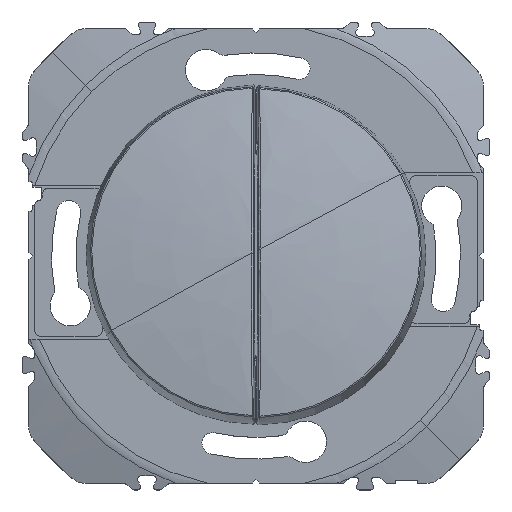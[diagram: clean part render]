
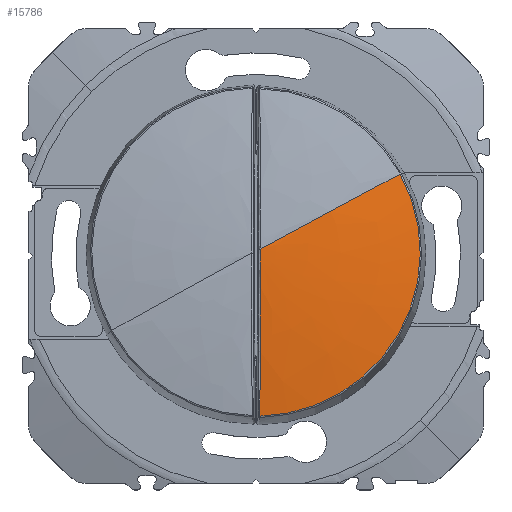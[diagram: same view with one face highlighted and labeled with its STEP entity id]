
A CAD part, top view. The second image highlights one B-rep face of the part: STEP entity #15786.
In plain terms, the highlighted face is a revolution surface.
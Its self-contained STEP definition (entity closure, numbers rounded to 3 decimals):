
#15760=AXIS2_PLACEMENT_3D('Circle Axis2P3D',#15758,#15759,$) ;
#14850=CARTESIAN_POINT('Control Point',(22.485,12.773,11.235)) ;
#14851=CARTESIAN_POINT('Control Point',(15.274,8.947,12.832)) ;
#14852=CARTESIAN_POINT('Control Point',(7.981,5.03,13.842)) ;
#14853=CARTESIAN_POINT('Control Point',(0.681,1.062,14.252)) ;
#14854=CARTESIAN_POINT('Vertex',(22.485,12.773,11.235)) ;
#14856=CARTESIAN_POINT('Vertex',(0.681,1.062,14.252)) ;
#15448=CARTESIAN_POINT('Vertex',(0.606,-25.009,14.208)) ;
#15687=CARTESIAN_POINT('Control Point',(0.606,-25.009,14.208)) ;
#15688=CARTESIAN_POINT('Control Point',(0.61,-24.37,14.258)) ;
#15689=CARTESIAN_POINT('Control Point',(0.613,-23.731,14.304)) ;
#15690=CARTESIAN_POINT('Control Point',(0.617,-23.092,14.348)) ;
#15691=CARTESIAN_POINT('Control Point',(0.626,-21.082,14.476)) ;
#15692=CARTESIAN_POINT('Control Point',(0.635,-19.071,14.574)) ;
#15693=CARTESIAN_POINT('Control Point',(0.641,-17.699,14.628)) ;
#15694=CARTESIAN_POINT('Control Point',(0.65,-15.411,14.695)) ;
#15695=CARTESIAN_POINT('Control Point',(0.657,-13.123,14.724)) ;
#15696=CARTESIAN_POINT('Control Point',(0.66,-12.207,14.729)) ;
#15697=CARTESIAN_POINT('Control Point',(0.664,-10.681,14.728)) ;
#15698=CARTESIAN_POINT('Control Point',(0.667,-9.156,14.71)) ;
#15699=CARTESIAN_POINT('Control Point',(0.669,-8.545,14.701)) ;
#15700=CARTESIAN_POINT('Control Point',(0.671,-7.523,14.68)) ;
#15701=CARTESIAN_POINT('Control Point',(0.673,-6.503,14.651)) ;
#15702=CARTESIAN_POINT('Control Point',(0.673,-6.092,14.638)) ;
#15703=CARTESIAN_POINT('Control Point',(0.674,-5.388,14.615)) ;
#15704=CARTESIAN_POINT('Control Point',(0.675,-4.689,14.587)) ;
#15705=CARTESIAN_POINT('Control Point',(0.676,-4.398,14.575)) ;
#15706=CARTESIAN_POINT('Control Point',(0.677,-3.876,14.553)) ;
#15707=CARTESIAN_POINT('Control Point',(0.677,-3.365,14.529)) ;
#15708=CARTESIAN_POINT('Control Point',(0.677,-3.139,14.518)) ;
#15709=CARTESIAN_POINT('Control Point',(0.678,-2.701,14.496)) ;
#15710=CARTESIAN_POINT('Control Point',(0.678,-2.29,14.474)) ;
#15711=CARTESIAN_POINT('Control Point',(0.678,-2.094,14.463)) ;
#15712=CARTESIAN_POINT('Control Point',(0.679,-1.762,14.445)) ;
#15713=CARTESIAN_POINT('Control Point',(0.679,-1.474,14.428)) ;
#15714=CARTESIAN_POINT('Control Point',(0.679,-1.354,14.421)) ;
#15715=CARTESIAN_POINT('Control Point',(0.679,-0.954,14.396)) ;
#15716=CARTESIAN_POINT('Control Point',(0.68,-0.672,14.378)) ;
#15717=CARTESIAN_POINT('Control Point',(0.68,-0.511,14.368)) ;
#15718=CARTESIAN_POINT('Control Point',(0.68,-0.149,14.344)) ;
#15719=CARTESIAN_POINT('Control Point',(0.681,0.058,14.329)) ;
#15720=CARTESIAN_POINT('Control Point',(0.681,0.165,14.322)) ;
#15721=CARTESIAN_POINT('Control Point',(0.681,0.34,14.309)) ;
#15722=CARTESIAN_POINT('Control Point',(0.681,0.479,14.299)) ;
#15723=CARTESIAN_POINT('Control Point',(0.681,0.539,14.294)) ;
#15724=CARTESIAN_POINT('Control Point',(0.681,0.673,14.284)) ;
#15725=CARTESIAN_POINT('Control Point',(0.681,0.804,14.274)) ;
#15726=CARTESIAN_POINT('Control Point',(0.681,0.881,14.267)) ;
#15727=CARTESIAN_POINT('Control Point',(0.681,0.964,14.26)) ;
#15728=CARTESIAN_POINT('Control Point',(0.681,1.062,14.252)) ;
#15758=CARTESIAN_POINT('Axis2P3D Location',(0.,0.527,12.199)) ;
#15773=CARTESIAN_POINT('Control Point',(-25.622,0.527,12.199)) ;
#15774=CARTESIAN_POINT('Control Point',(-17.363,0.629,13.494)) ;
#15775=CARTESIAN_POINT('Control Point',(-9.011,0.684,14.191)) ;
#15776=CARTESIAN_POINT('Control Point',(-0.651,0.691,14.283)) ;
#15777=CARTESIAN_POINT('Axis1P Location',(0.,0.629,13.491)) ;
#15759=DIRECTION('Axis2P3D Direction',(0.,-0.078,-0.997)) ;
#15778=DIRECTION('Axis1P Direction',(0.,0.078,0.997)) ;
#15779=AXIS1_PLACEMENT('Revolution Surface Axis1P',#15777,#15778) ;
#15782=ORIENTED_EDGE('',*,*,#14858,.F.) ;
#15783=ORIENTED_EDGE('',*,*,#15762,.T.) ;
#15784=ORIENTED_EDGE('',*,*,#15729,.F.) ;
#15786=ADVANCED_FACE('Surface.3',(#15785),#15780,.F.) ;
#14849=B_SPLINE_CURVE_WITH_KNOTS('',3,(#14850,#14851,#14852,#14853),.UNSPECIFIED.,.F.,.U.,(4,4),(1060.,1084.956),.UNSPECIFIED.) ;
#15686=B_SPLINE_CURVE_WITH_KNOTS('',5,(#15687,#15688,#15689,#15690,#15691,#15692,#15693,#15694,#15695,#15696,#15697,#15698,#15699,#15700,#15701,#15702,#15703,#15704,#15705,#15706,#15707,#15708,#15709,#15710,#15711,#15712,#15713,#15714,#15715,#15716,#15717,#15718,#15719,#15720,#15721,#15722,#15723,#15724,#15725,#15726,#15727,#15728),.UNSPECIFIED.,.F.,.U.,(6,3,3,3,3,3,3,3,3,3,3,3,3,6),(16.609,21.135,30.834,37.302,41.619,44.536,46.633,48.322,49.989,51.33,54.898,61.217,66.636,73.836),.UNSPECIFIED.) ;
#15772=B_SPLINE_CURVE_WITH_KNOTS('',3,(#15773,#15774,#15775,#15776),.UNSPECIFIED.,.F.,.U.,(4,4),(1060.,1085.08),.UNSPECIFIED.) ;
#15761=CIRCLE('generated circle',#15760,25.622) ;
#14858=EDGE_CURVE('',#14855,#14857,#14849,.T.) ;
#15729=EDGE_CURVE('',#14857,#15449,#15686,.F.) ;
#15762=EDGE_CURVE('',#14855,#15449,#15761,.T.) ;
#15781=EDGE_LOOP('',(#15782,#15783,#15784)) ;
#15785=FACE_OUTER_BOUND('',#15781,.T.) ;
#15780=SURFACE_OF_REVOLUTION('Surface of Revolution',#15772,#15779) ;
#14855=VERTEX_POINT('',#14854) ;
#14857=VERTEX_POINT('',#14856) ;
#15449=VERTEX_POINT('',#15448) ;
